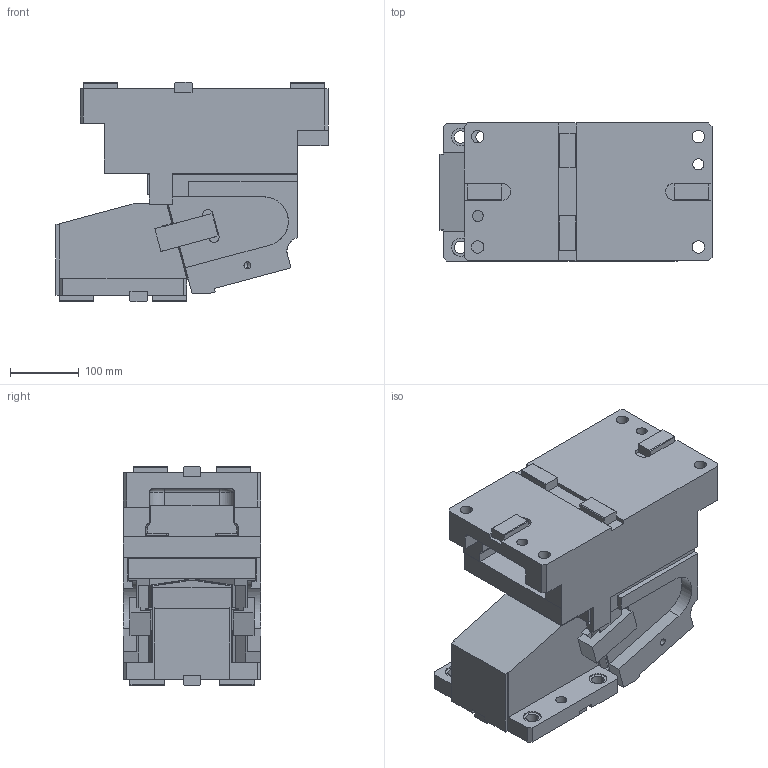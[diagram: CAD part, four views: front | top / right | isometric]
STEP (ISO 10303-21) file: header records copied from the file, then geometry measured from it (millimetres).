
FILE_DESCRIPTION(('CATIA V5 STEP Exchange'),'2;1');
FILE_NAME('CACV_200_75.stp','2015-04-24T14:14:24+00:00',('none'),('none'),'CATIA Version 5 Release 19 SP 2 (IN-10)','CATIA V5 STEP AP203','none');
FILE_SCHEMA(('CONFIG_CONTROL_DESIGN'));
Length unit declared in the file: millimetre
Products named in the file (1): CACV_200_75
Bounding box: 395 x 200 x 318 mm (x, y, z)
Volume: 13848676.4 mm3; surface area: 884072.1 mm2
Topology: 3 solids, 4 shells, 539 faces, 1571 edges, 1034 vertices
Faces by surface type: plane 385, cylinder 134, cone 10, bspline 6, torus 4
Entity records: 17980 total; most frequent: CARTESIAN_POINT 4229, ORIENTED_EDGE 3108, DIRECTION 2375, EDGE_CURVE 1554, VECTOR 1271, LINE 1271, VERTEX_POINT 1031, AXIS2_PLACEMENT_3D 642
